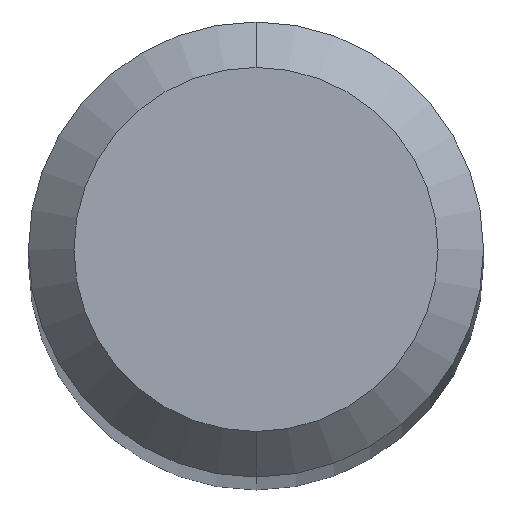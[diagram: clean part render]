
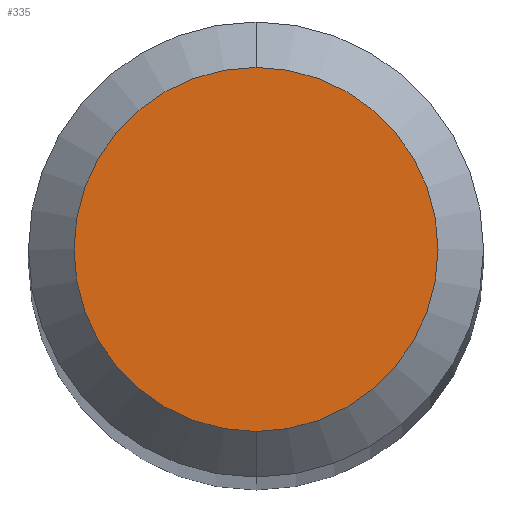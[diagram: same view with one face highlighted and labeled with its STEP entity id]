
A CAD part, top view. The second image highlights one B-rep face of the part: STEP entity #335.
In plain terms, the highlighted planar face has unit normal (0, 0, 1).
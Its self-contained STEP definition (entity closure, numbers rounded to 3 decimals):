
#203=VERTEX_POINT('',#514);
#253=EDGE_CURVE('',#203,#299,#569,.T.);
#299=VERTEX_POINT('',#619);
#335=ADVANCED_FACE('',(#658),#659,.T.);
#353=EDGE_CURVE('',#299,#203,#678,.T.);
#514=CARTESIAN_POINT('',(0.0,1.2,0.0));
#569=CIRCLE('',#1003,1.2);
#619=CARTESIAN_POINT('',(0.,-1.2,0.0));
#658=FACE_OUTER_BOUND('',#1155,.T.);
#659=PLANE('',#1156);
#678=CIRCLE('',#1225,1.2);
#1003=AXIS2_PLACEMENT_3D('',#1560,#1561,#1562);
#1155=EDGE_LOOP('',(#1667,#1668));
#1156=AXIS2_PLACEMENT_3D('',#1669,#1670,#1671);
#1225=AXIS2_PLACEMENT_3D('',#1687,#1688,#1689);
#1560=CARTESIAN_POINT('',(0.0,0.0,0.0));
#1561=DIRECTION('',(0.0,0.0,-1.0));
#1562=DIRECTION('',(0.0,1.0,0.0));
#1667=ORIENTED_EDGE('',*,*,#253,.F.);
#1668=ORIENTED_EDGE('',*,*,#353,.F.);
#1669=CARTESIAN_POINT('',(0.0,0.6,0.0));
#1670=DIRECTION('',(-0.0,0.0,1.0));
#1671=DIRECTION('',(0.0,-1.0,0.0));
#1687=CARTESIAN_POINT('',(0.0,0.0,0.0));
#1688=DIRECTION('',(0.0,0.0,-1.0));
#1689=DIRECTION('',(0.0,1.0,0.0));
